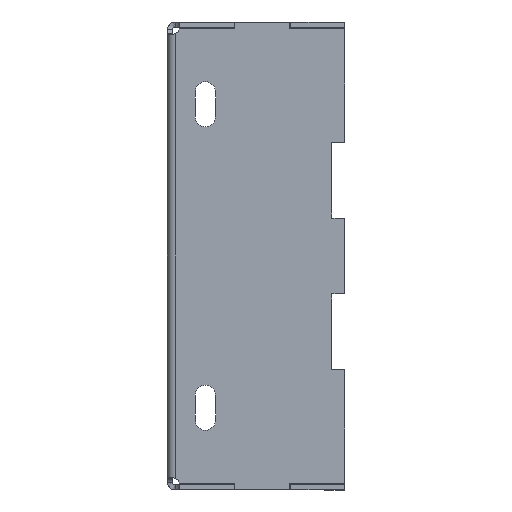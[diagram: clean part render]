
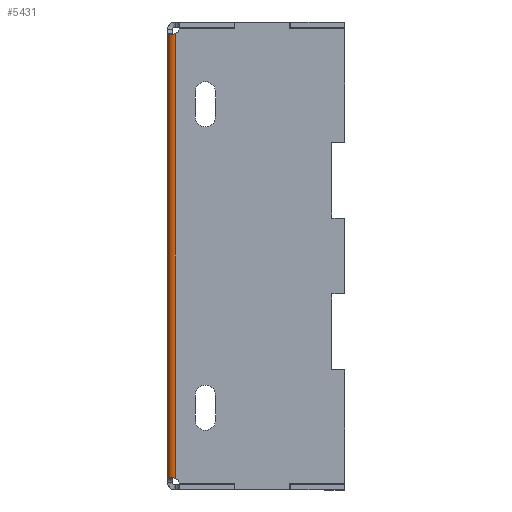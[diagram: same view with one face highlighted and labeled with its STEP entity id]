
A CAD part, left-side view. The second image highlights one B-rep face of the part: STEP entity #5431.
In plain terms, the highlighted cylindrical face has radius 0.3 mm (diameter 0.6 mm), a partial arc.
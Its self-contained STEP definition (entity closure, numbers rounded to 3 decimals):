
#451 = CARTESIAN_POINT ( 'NONE',  ( -14.534, -0.029, 8.757 ) ) ;
#462 = ORIENTED_EDGE ( 'NONE', *, *, #5142, .T. ) ;
#520 = CARTESIAN_POINT ( 'NONE',  ( -14.38, 0., 8.794 ) ) ;
#669 = CARTESIAN_POINT ( 'NONE',  ( -14.68, -0.3, 9.25 ) ) ;
#892 = DIRECTION ( 'NONE',  ( 0., 0., 1. ) ) ;
#907 = ORIENTED_EDGE ( 'NONE', *, *, #1350, .T. ) ;
#922 = CYLINDRICAL_SURFACE ( 'NONE', #5881, 0.3 ) ;
#1099 = EDGE_CURVE ( 'NONE', #5621, #4612, #3199, .T. ) ;
#1271 = CARTESIAN_POINT ( 'NONE',  ( -14.534, -0.029, -8.757 ) ) ;
#1350 = EDGE_CURVE ( 'NONE', #1816, #4612, #3291, .T. ) ;
#1645 = CARTESIAN_POINT ( 'NONE',  ( -14.68, -0.3, 8.794 ) ) ;
#1816 = VERTEX_POINT ( 'NONE', #1645 ) ;
#1829 = CARTESIAN_POINT ( 'NONE',  ( -14.68, -0.226, 8.77 ) ) ;
#2190 = DIRECTION ( 'NONE',  ( 0., 0., -1. ) ) ;
#2196 = CARTESIAN_POINT ( 'NONE',  ( -14.68, -0.3, -8.794 ) ) ;
#2320 = CARTESIAN_POINT ( 'NONE',  ( -14.38, 0., 8.794 ) ) ;
#2663 = FACE_OUTER_BOUND ( 'NONE', #2819, .T. ) ;
#2751 = EDGE_CURVE ( 'NONE', #5530, #1816, #5729, .T. ) ;
#2819 = EDGE_LOOP ( 'NONE', ( #5328, #907, #5103, #462 ) ) ;
#2859 = B_SPLINE_CURVE_WITH_KNOTS ( 'NONE', 3,
 ( #3544, #3588, #1271, #4031, #3567, #2196 ),
 .UNSPECIFIED., .F., .F.,
 ( 4, 2, 4 ),
 ( 0., 0.5, 1. ),
 .UNSPECIFIED. ) ;
#2869 = CARTESIAN_POINT ( 'NONE',  ( -14.38, 0., -8.794 ) ) ;
#3199 = LINE ( 'NONE', #5531, #4487 ) ;
#3291 = B_SPLINE_CURVE_WITH_KNOTS ( 'NONE', 3,
 ( #3293, #1829, #3795, #451, #5584, #2320 ),
 .UNSPECIFIED., .F., .F.,
 ( 4, 2, 4 ),
 ( 0., 0.5, 1. ),
 .UNSPECIFIED. ) ;
#3293 = CARTESIAN_POINT ( 'NONE',  ( -14.68, -0.3, 8.794 ) ) ;
#3544 = CARTESIAN_POINT ( 'NONE',  ( -14.38, 0., -8.794 ) ) ;
#3567 = CARTESIAN_POINT ( 'NONE',  ( -14.68, -0.226, -8.769 ) ) ;
#3588 = CARTESIAN_POINT ( 'NONE',  ( -14.454, 0., -8.77 ) ) ;
#3590 = VECTOR ( 'NONE', #4357, 1000. ) ;
#3666 = DIRECTION ( 'NONE',  ( -1., 0., 0. ) ) ;
#3795 = CARTESIAN_POINT ( 'NONE',  ( -14.651, -0.146, 8.757 ) ) ;
#4031 = CARTESIAN_POINT ( 'NONE',  ( -14.651, -0.146, -8.757 ) ) ;
#4130 = CARTESIAN_POINT ( 'NONE',  ( -14.68, -0.3, -8.794 ) ) ;
#4357 = DIRECTION ( 'NONE',  ( 0., 0., 1. ) ) ;
#4487 = VECTOR ( 'NONE', #892, 1000. ) ;
#4519 = CARTESIAN_POINT ( 'NONE',  ( -14.38, -0.3, -8.979 ) ) ;
#4612 = VERTEX_POINT ( 'NONE', #520 ) ;
#5103 = ORIENTED_EDGE ( 'NONE', *, *, #1099, .F. ) ;
#5142 = EDGE_CURVE ( 'NONE', #5621, #5530, #2859, .T. ) ;
#5328 = ORIENTED_EDGE ( 'NONE', *, *, #2751, .T. ) ;
#5431 = ADVANCED_FACE ( 'NONE', ( #2663 ), #922, .T. ) ;
#5530 = VERTEX_POINT ( 'NONE', #4130 ) ;
#5531 = CARTESIAN_POINT ( 'NONE',  ( -14.38, 0., -8.979 ) ) ;
#5584 = CARTESIAN_POINT ( 'NONE',  ( -14.454, 0., 8.769 ) ) ;
#5621 = VERTEX_POINT ( 'NONE', #2869 ) ;
#5729 = LINE ( 'NONE', #669, #3590 ) ;
#5881 = AXIS2_PLACEMENT_3D ( 'NONE', #4519, #2190, #3666 ) ;
